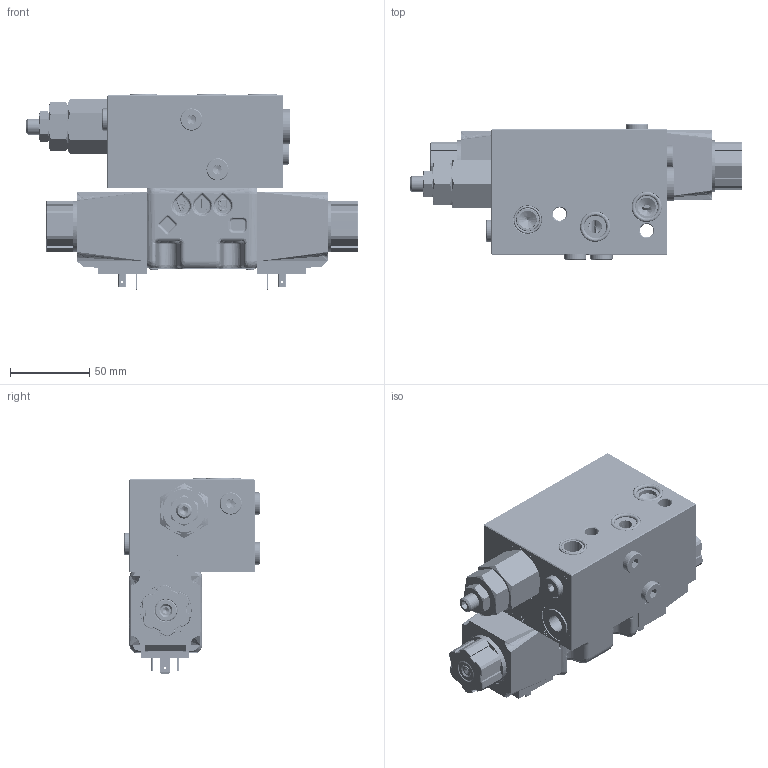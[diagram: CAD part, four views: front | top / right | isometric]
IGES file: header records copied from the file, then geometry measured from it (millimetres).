
Start section: SolidWorks IGES file using analytic representation for surfaces
Global section: file name: P15111814.igs; native system: SolidWorks 2014; preprocessor: SolidWorks 2014; author: serviziopdm; date: 160901.150314; units: millimetre
Bounding box: 209.55 x 86 x 123.71 mm (x, y, z)
Surface area: 211877.6 mm2 (no closed solid volume)
Topology: 0 solids, 0 shells, 4298 faces, 48008 edges, 47874 vertices
Faces by surface type: bspline 2695, revolution 1603
